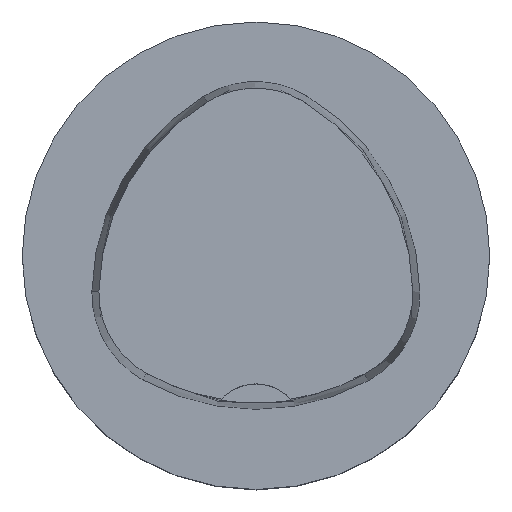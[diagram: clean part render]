
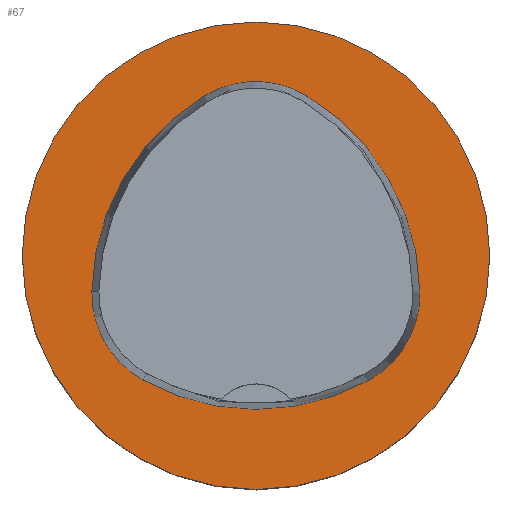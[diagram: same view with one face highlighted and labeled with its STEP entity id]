
A CAD part, top view. The second image highlights one B-rep face of the part: STEP entity #67.
In plain terms, the highlighted planar face has unit normal (0, 0, 1).
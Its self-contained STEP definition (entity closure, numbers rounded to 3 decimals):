
#67=ADVANCED_FACE('',(#84,#85),#80,.T.);
#80=PLANE('',#233);
#84=FACE_BOUND('',#90,.T.);
#85=FACE_BOUND('',#91,.T.);
#90=EDGE_LOOP('',(#106));
#91=EDGE_LOOP('',(#107,#108,#109,#110,#111,#112));
#106=ORIENTED_EDGE('',*,*,#179,.F.);
#107=ORIENTED_EDGE('',*,*,#180,.T.);
#108=ORIENTED_EDGE('',*,*,#181,.T.);
#109=ORIENTED_EDGE('',*,*,#182,.T.);
#110=ORIENTED_EDGE('',*,*,#183,.T.);
#111=ORIENTED_EDGE('',*,*,#184,.T.);
#112=ORIENTED_EDGE('',*,*,#185,.T.);
#160=VERTEX_POINT('',#332);
#161=VERTEX_POINT('',#334);
#162=VERTEX_POINT('',#335);
#163=VERTEX_POINT('',#337);
#164=VERTEX_POINT('',#339);
#165=VERTEX_POINT('',#341);
#166=VERTEX_POINT('',#343);
#179=EDGE_CURVE('',#160,#160,#206,.T.);
#180=EDGE_CURVE('',#161,#162,#207,.T.);
#181=EDGE_CURVE('',#162,#163,#208,.T.);
#182=EDGE_CURVE('',#163,#164,#209,.T.);
#183=EDGE_CURVE('',#164,#165,#210,.T.);
#184=EDGE_CURVE('',#165,#166,#211,.T.);
#185=EDGE_CURVE('',#166,#161,#212,.T.);
#206=CIRCLE('',#226,20.0);
#207=CIRCLE('',#227,8.5);
#208=CIRCLE('',#228,20.0);
#209=CIRCLE('',#229,8.5);
#210=CIRCLE('',#230,20.0);
#211=CIRCLE('',#231,8.5);
#212=CIRCLE('',#232,20.0);
#226=AXIS2_PLACEMENT_3D('',#331,#260,#261);
#227=AXIS2_PLACEMENT_3D('',#333,#262,#263);
#228=AXIS2_PLACEMENT_3D('',#336,#264,#265);
#229=AXIS2_PLACEMENT_3D('',#338,#266,#267);
#230=AXIS2_PLACEMENT_3D('',#340,#268,#269);
#231=AXIS2_PLACEMENT_3D('',#342,#270,#271);
#232=AXIS2_PLACEMENT_3D('',#344,#272,#273);
#233=AXIS2_PLACEMENT_3D('',#345,#274,#275);
#260=DIRECTION('',(0.0,0.0,-1.0));
#261=DIRECTION('',(-1.0,0.0,0.0));
#262=DIRECTION('',(0.0,0.0,-1.0));
#263=DIRECTION('',(-1.0,0.0,0.0));
#264=DIRECTION('',(0.0,0.0,-1.0));
#265=DIRECTION('',(-1.0,0.0,0.0));
#266=DIRECTION('',(0.0,0.0,-1.0));
#267=DIRECTION('',(-1.0,0.0,0.0));
#268=DIRECTION('',(0.0,0.0,-1.0));
#269=DIRECTION('',(-1.0,0.0,0.0));
#270=DIRECTION('',(0.0,0.0,-1.0));
#271=DIRECTION('',(-1.0,0.0,0.0));
#272=DIRECTION('',(0.0,0.0,-1.0));
#273=DIRECTION('',(-1.0,0.0,0.0));
#274=DIRECTION('',(0.0,0.0,1.0));
#275=DIRECTION('',(1.0,0.0,0.0));
#331=CARTESIAN_POINT('',(0.0,0.0,0.0));
#332=CARTESIAN_POINT('',(-20.0,0.0,0.0));
#333=CARTESIAN_POINT('',(5.522,-3.235,0.0));
#334=CARTESIAN_POINT('',(14.021,-3.075,0.0));
#335=CARTESIAN_POINT('',(9.588,-10.699,0.0));
#336=CARTESIAN_POINT('',(0.022,6.864,0.0));
#337=CARTESIAN_POINT('',(-9.655,-10.639,0.0));
#338=CARTESIAN_POINT('',(-5.543,-3.2,0.0));
#339=CARTESIAN_POINT('',(-14.041,-3.042,0.0));
#340=CARTESIAN_POINT('',(5.955,-3.414,0.0));
#341=CARTESIAN_POINT('',(-4.472,13.653,0.0));
#342=CARTESIAN_POINT('',(-0.04,6.4,0.0));
#343=CARTESIAN_POINT('',(4.347,13.68,0.0));
#344=CARTESIAN_POINT('',(-5.976,-3.45,0.0));
#345=CARTESIAN_POINT('',(0.0,-20.0,0.0));
